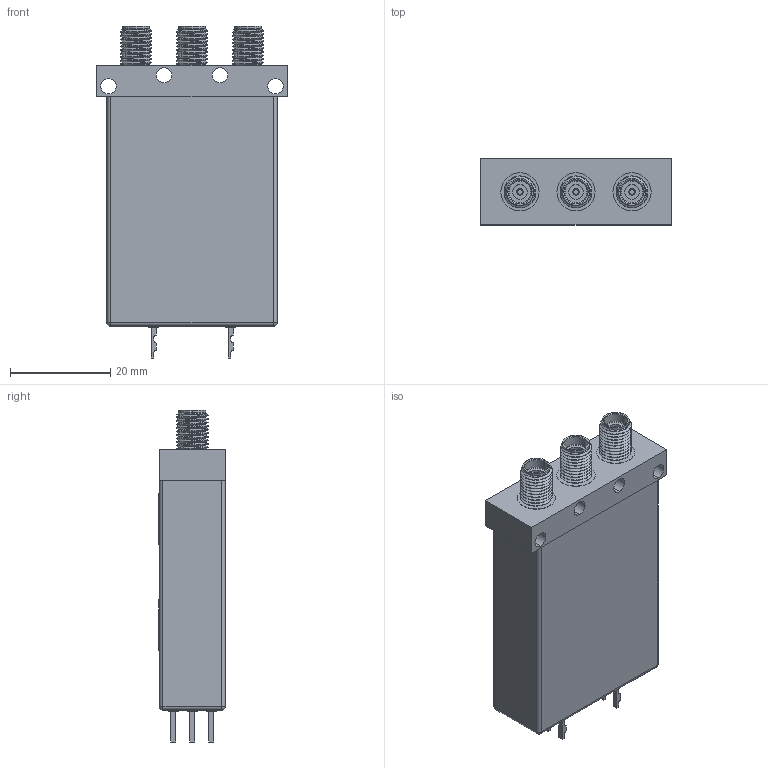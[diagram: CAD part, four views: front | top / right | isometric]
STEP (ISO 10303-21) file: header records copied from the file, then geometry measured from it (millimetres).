
FILE_DESCRIPTION (( 'STEP AP214' ), '1' );
FILE_NAME ('FMSW6444.step', '2021-02-25T21:29:14', ( '' ), ( '' ), 'SwSTEP 2.0', 'SolidWorks 2018', '' );
FILE_SCHEMA (( 'AUTOMOTIVE_DESIGN' ));
Length unit declared in the file: inch
Products named in the file (1): FMSW6444
Bounding box: 38.1 x 13.31 x 66.24 mm (x, y, z)
Volume: 23837.9 mm3; surface area: 8366.4 mm2
Topology: 3 solids, 3 shells, 629 faces, 1659 edges, 1090 vertices
Faces by surface type: plane 349, cylinder 144, bspline 105, cone 27, sphere 4
Entity records: 26826 total; most frequent: CARTESIAN_POINT 12148, ORIENTED_EDGE 3310, DIRECTION 2549, EDGE_CURVE 1655, VECTOR 1115, LINE 1115, VERTEX_POINT 1090, AXIS2_PLACEMENT_3D 717
